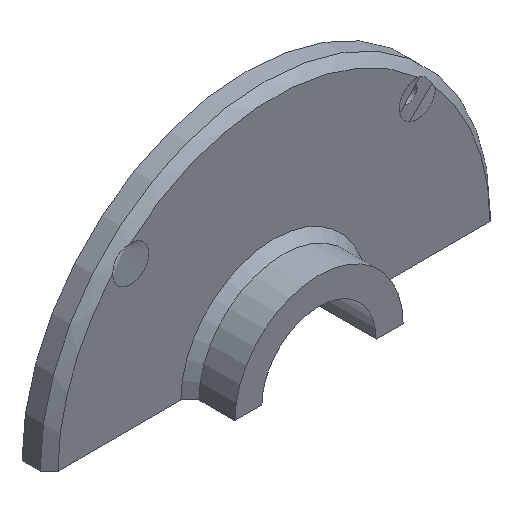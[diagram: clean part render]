
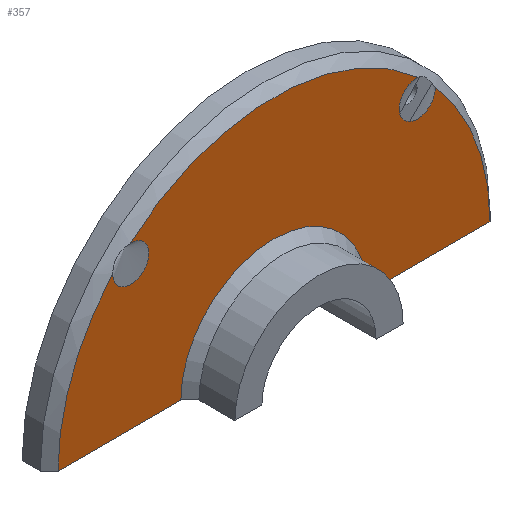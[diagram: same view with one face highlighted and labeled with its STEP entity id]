
A CAD part, isometric view. The second image highlights one B-rep face of the part: STEP entity #357.
In plain terms, the highlighted planar face has unit normal (0, -1, 0).
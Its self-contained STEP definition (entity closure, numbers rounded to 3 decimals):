
#29=PLANE('',#399);
#48=FACE_OUTER_BOUND('',#66,.T.);
#66=EDGE_LOOP('',(#287,#288,#289,#290,#291,#292,#293,#294,#295,#296,#297,
#298,#299));
#76=CIRCLE('',#381,20.7);
#81=CIRCLE('',#392,18.7);
#84=CIRCLE('',#396,18.7);
#85=CIRCLE('',#400,48.);
#86=CIRCLE('',#401,4.);
#87=CIRCLE('',#402,4.);
#88=CIRCLE('',#403,48.);
#89=CIRCLE('',#404,4.);
#90=CIRCLE('',#405,48.);
#103=LINE('',#555,#131);
#109=LINE('',#570,#137);
#114=LINE('',#589,#142);
#120=LINE('',#600,#148);
#131=VECTOR('',#442,10.);
#137=VECTOR('',#456,10.);
#142=VECTOR('',#477,10.);
#148=VECTOR('',#485,10.);
#153=VERTEX_POINT('',#535);
#155=VERTEX_POINT('',#538);
#161=VERTEX_POINT('',#553);
#166=VERTEX_POINT('',#569);
#167=VERTEX_POINT('',#574);
#170=VERTEX_POINT('',#582);
#171=VERTEX_POINT('',#586);
#175=VERTEX_POINT('',#595);
#177=VERTEX_POINT('',#602);
#178=VERTEX_POINT('',#604);
#179=VERTEX_POINT('',#606);
#180=VERTEX_POINT('',#608);
#181=VERTEX_POINT('',#610);
#188=EDGE_CURVE('',#153,#155,#76,.T.);
#196=EDGE_CURVE('',#153,#161,#103,.T.);
#204=EDGE_CURVE('',#166,#155,#109,.T.);
#206=EDGE_CURVE('',#167,#166,#81,.T.);
#211=EDGE_CURVE('',#161,#170,#84,.T.);
#213=EDGE_CURVE('',#170,#171,#114,.T.);
#219=EDGE_CURVE('',#175,#167,#120,.T.);
#220=EDGE_CURVE('',#177,#171,#85,.T.);
#221=EDGE_CURVE('',#178,#177,#86,.T.);
#222=EDGE_CURVE('',#179,#178,#87,.T.);
#223=EDGE_CURVE('',#180,#179,#88,.T.);
#224=EDGE_CURVE('',#181,#180,#89,.T.);
#225=EDGE_CURVE('',#175,#181,#90,.T.);
#287=ORIENTED_EDGE('',*,*,#196,.T.);
#288=ORIENTED_EDGE('',*,*,#211,.T.);
#289=ORIENTED_EDGE('',*,*,#213,.T.);
#290=ORIENTED_EDGE('',*,*,#220,.F.);
#291=ORIENTED_EDGE('',*,*,#221,.F.);
#292=ORIENTED_EDGE('',*,*,#222,.F.);
#293=ORIENTED_EDGE('',*,*,#223,.F.);
#294=ORIENTED_EDGE('',*,*,#224,.F.);
#295=ORIENTED_EDGE('',*,*,#225,.F.);
#296=ORIENTED_EDGE('',*,*,#219,.T.);
#297=ORIENTED_EDGE('',*,*,#206,.T.);
#298=ORIENTED_EDGE('',*,*,#204,.T.);
#299=ORIENTED_EDGE('',*,*,#188,.F.);
#357=ADVANCED_FACE('',(#48),#29,.F.);
#381=AXIS2_PLACEMENT_3D('',#539,#427,#428);
#392=AXIS2_PLACEMENT_3D('',#575,#462,#463);
#396=AXIS2_PLACEMENT_3D('',#584,#472,#473);
#399=AXIS2_PLACEMENT_3D('',#601,#486,#487);
#400=AXIS2_PLACEMENT_3D('',#603,#488,#489);
#401=AXIS2_PLACEMENT_3D('',#605,#490,#491);
#402=AXIS2_PLACEMENT_3D('',#607,#492,#493);
#403=AXIS2_PLACEMENT_3D('',#609,#494,#495);
#404=AXIS2_PLACEMENT_3D('',#611,#496,#497);
#405=AXIS2_PLACEMENT_3D('',#612,#498,#499);
#427=DIRECTION('center_axis',(0.,-1.,0.));
#428=DIRECTION('ref_axis',(-1.,0.,0.));
#442=DIRECTION('',(-1.,0.,0.));
#456=DIRECTION('',(-1.,0.,0.));
#462=DIRECTION('center_axis',(0.,1.,0.));
#463=DIRECTION('ref_axis',(0.707,0.,-0.707));
#472=DIRECTION('center_axis',(0.,1.,0.));
#473=DIRECTION('ref_axis',(0.707,0.,-0.707));
#477=DIRECTION('',(1.,0.,0.));
#485=DIRECTION('',(1.,0.,0.));
#486=DIRECTION('center_axis',(0.,1.,0.));
#487=DIRECTION('ref_axis',(0.707,0.,-0.707));
#488=DIRECTION('center_axis',(0.,1.,0.));
#489=DIRECTION('ref_axis',(0.707,0.,-0.707));
#490=DIRECTION('center_axis',(0.,-1.,0.));
#491=DIRECTION('ref_axis',(0.707,0.,0.707));
#492=DIRECTION('center_axis',(0.,-1.,0.));
#493=DIRECTION('ref_axis',(0.707,0.,0.707));
#494=DIRECTION('center_axis',(0.,1.,0.));
#495=DIRECTION('ref_axis',(0.707,0.,-0.707));
#496=DIRECTION('center_axis',(0.,-1.,0.));
#497=DIRECTION('ref_axis',(0.707,0.,-0.707));
#498=DIRECTION('center_axis',(0.,1.,0.));
#499=DIRECTION('ref_axis',(0.707,0.,-0.707));
#535=CARTESIAN_POINT('',(20.7,-6.,0.05));
#538=CARTESIAN_POINT('',(-20.7,-6.,0.05));
#539=CARTESIAN_POINT('Origin',(0.,-6.,0.));
#553=CARTESIAN_POINT('',(18.7,-6.,0.05));
#555=CARTESIAN_POINT('',(6.35,-6.,0.05));
#569=CARTESIAN_POINT('',(-18.7,-6.,0.05));
#570=CARTESIAN_POINT('',(-9.35,-6.,0.05));
#574=CARTESIAN_POINT('',(-18.7,-6.,0.));
#575=CARTESIAN_POINT('Origin',(0.,-6.,0.));
#582=CARTESIAN_POINT('',(18.7,-6.,0.));
#584=CARTESIAN_POINT('Origin',(0.,-6.,0.));
#586=CARTESIAN_POINT('',(48.,-6.,0.));
#589=CARTESIAN_POINT('',(0.,-6.,0.));
#595=CARTESIAN_POINT('',(-48.,-6.,0.));
#600=CARTESIAN_POINT('',(0.,-6.,0.));
#601=CARTESIAN_POINT('Origin',(0.,-6.,0.));
#602=CARTESIAN_POINT('',(35.818,-6.,31.955));
#603=CARTESIAN_POINT('Origin',(0.,-6.,0.));
#604=CARTESIAN_POINT('',(28.991,-6.,28.991));
#605=CARTESIAN_POINT('Origin',(31.82,-6.,31.82));
#606=CARTESIAN_POINT('',(31.955,-6.,35.818));
#607=CARTESIAN_POINT('Origin',(31.82,-6.,31.82));
#608=CARTESIAN_POINT('',(-31.955,-6.,35.818));
#609=CARTESIAN_POINT('Origin',(0.,-6.,0.));
#610=CARTESIAN_POINT('',(-35.818,-6.,31.955));
#611=CARTESIAN_POINT('Origin',(-31.82,-6.,31.82));
#612=CARTESIAN_POINT('Origin',(0.,-6.,0.));
